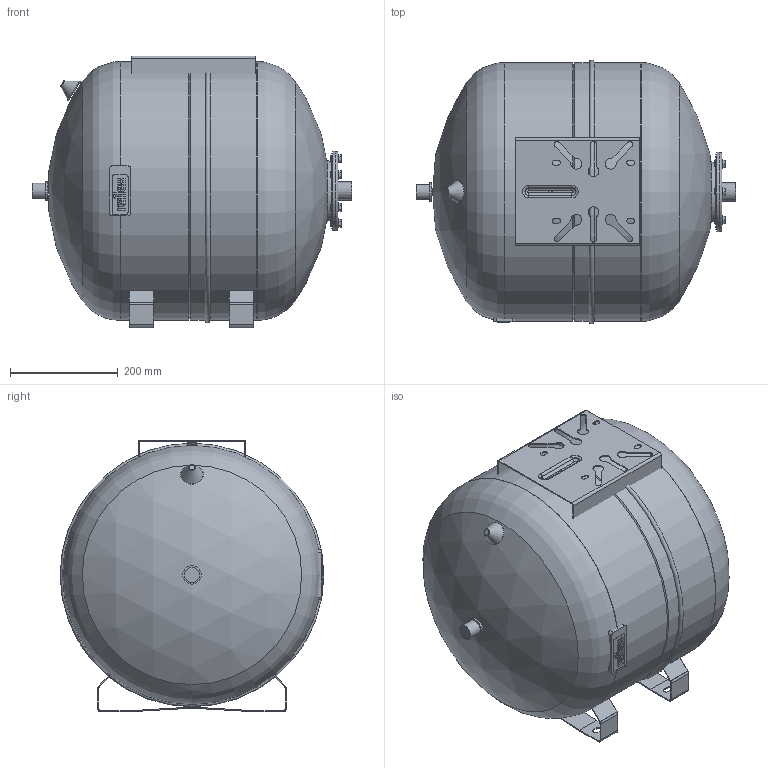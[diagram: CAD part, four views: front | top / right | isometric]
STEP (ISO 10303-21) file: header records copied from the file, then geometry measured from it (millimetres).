
FILE_DESCRIPTION(/* description */ (''),/* implementation_level */ '2;1');
FILE_NAME(/* name */ '3d_RefixHW80_10bar-7200340.stp',/* time_stamp */ '2016-01-18T13:45:48+01:00',/* author */ ('Andrzej'),/* organization */ (''),/* preprocessor_version */ 'ST-DEVELOPER v15.5',/* originating_system */ 'AutoCAD Mechanical',/* authorisation */ '');
FILE_SCHEMA (('AUTOMOTIVE_DESIGN { 1 0 10303 214 3 1 1 }'));
Length unit declared in the file: millimetre
Products named in the file (1): Product
Bounding box: 593 x 488.79 x 504 mm (x, y, z)
Volume: 78429674.5 mm3; surface area: 1954143.6 mm2
Topology: 24 solids, 24 shells, 464 faces, 1169 edges, 772 vertices
Faces by surface type: plane 261, cylinder 176, torus 15, cone 6, bspline 4, sphere 2
Full cylindrical faces by diameter (mm): 6 x1, 9 x1, 11 x12, 14.1 x1, 16 x6, 17.1 x1, 28 x1, 33.703 x1, 34 x1, 140.005 x1, 147.003 x1, 480 x5
Entity records: 15167 total; most frequent: CARTESIAN_POINT 3745, DIRECTION 2398, ORIENTED_EDGE 2236, EDGE_CURVE 1118, AXIS2_PLACEMENT_3D 835, VERTEX_POINT 770, LINE 728, VECTOR 728
